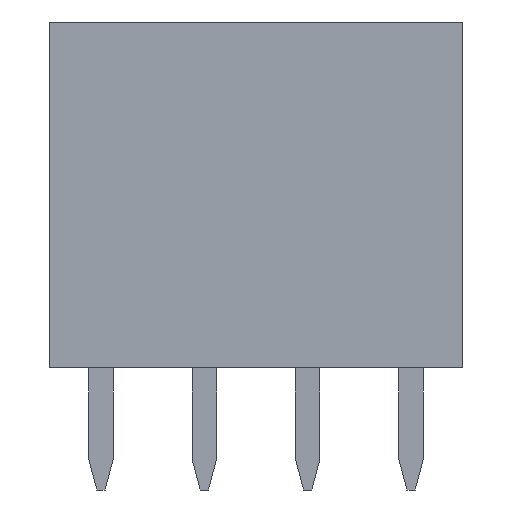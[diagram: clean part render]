
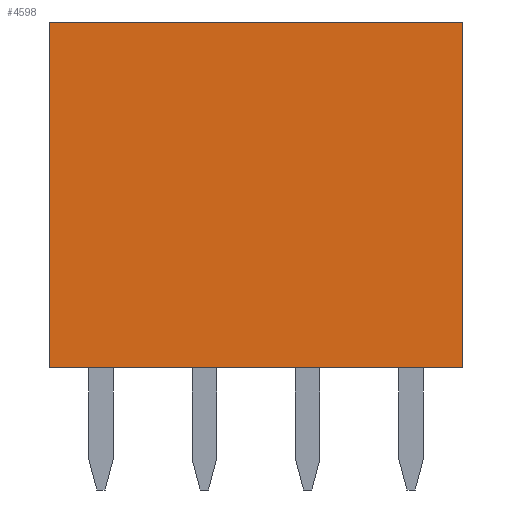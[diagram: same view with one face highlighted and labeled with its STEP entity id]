
A CAD part, front view. The second image highlights one B-rep face of the part: STEP entity #4598.
In plain terms, the highlighted planar face has unit normal (0, -1, 0).
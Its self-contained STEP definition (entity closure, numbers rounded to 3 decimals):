
#4598=ADVANCED_FACE('',(#9558),#9560,.T.);
#9558=FACE_BOUND('',#9559,.T.);
#9559=EDGE_LOOP('',(#13461,#13462,#13463,#13464));
#9560=PLANE('',#9561);
#9561=AXIS2_PLACEMENT_3D('',#9562,#9563,#9564);
#9562=CARTESIAN_POINT('',(-1.27,-1.27,0.));
#9563=DIRECTION('',(0.,-1.,0.));
#9564=DIRECTION('',(1.,0.,0.));
#13461=ORIENTED_EDGE('',*,*,#15703,.T.);
#13462=ORIENTED_EDGE('',*,*,#15512,.T.);
#13463=ORIENTED_EDGE('',*,*,#15673,.F.);
#13464=ORIENTED_EDGE('',*,*,#15501,.F.);
#15501=EDGE_CURVE('',#18157,#18159,#18160,.T.);
#15512=EDGE_CURVE('',#18179,#18177,#18180,.T.);
#15673=EDGE_CURVE('',#18159,#18177,#18413,.T.);
#15703=EDGE_CURVE('',#18157,#18179,#18455,.T.);
#18157=VERTEX_POINT('',#23781);
#18159=VERTEX_POINT('',#23785);
#18160=LINE('',#23786,#23787);
#18177=VERTEX_POINT('',#23823);
#18179=VERTEX_POINT('',#23827);
#18180=LINE('',#23828,#23829);
#18413=LINE('',#24395,#24396);
#18455=LINE('',#24497,#24498);
#23781=CARTESIAN_POINT('',(-1.27,-1.27,0.));
#23785=CARTESIAN_POINT('',(-1.27,-1.27,8.5));
#23786=CARTESIAN_POINT('',(-1.27,-1.27,0.));
#23787=VECTOR('',#23788,1.);
#23788=DIRECTION('',(0.,0.,1.));
#23823=CARTESIAN_POINT('',(8.89,-1.27,8.5));
#23827=CARTESIAN_POINT('',(8.89,-1.27,0.));
#23828=CARTESIAN_POINT('',(8.89,-1.27,0.));
#23829=VECTOR('',#23830,1.);
#23830=DIRECTION('',(0.,0.,1.));
#24395=CARTESIAN_POINT('',(-1.27,-1.27,8.5));
#24396=VECTOR('',#24397,1.);
#24397=DIRECTION('',(1.,0.,0.));
#24497=CARTESIAN_POINT('',(-1.27,-1.27,0.));
#24498=VECTOR('',#24499,1.);
#24499=DIRECTION('',(1.,0.,0.));
